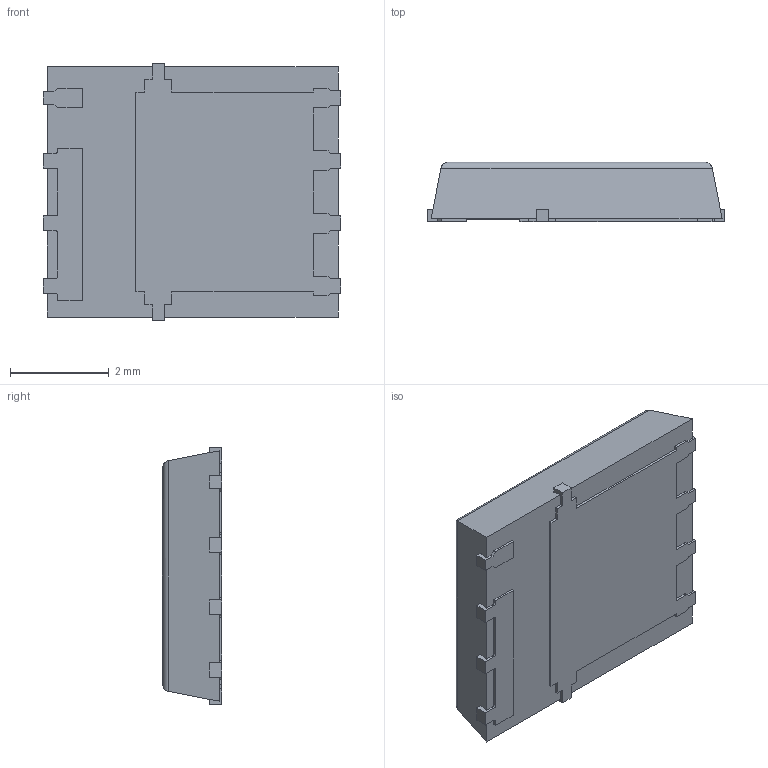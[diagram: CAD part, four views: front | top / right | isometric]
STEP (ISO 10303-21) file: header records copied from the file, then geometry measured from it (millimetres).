
FILE_DESCRIPTION (( 'STEP AP214' ), '1' );
FILE_NAME ('BSC014N06NS.STEP', '2023-10-07T15:21:00', ( '' ), ( '' ), 'SwSTEP 2.0', 'SolidWorks 2021', '' );
FILE_SCHEMA (( 'AUTOMOTIVE_DESIGN' ));
Length unit declared in the file: millimetre
Products named in the file (1): BSC014N06NS
Bounding box: 6.03 x 1.2 x 5.21 mm (x, y, z)
Volume: 32.6 mm3; surface area: 128.7 mm2
Topology: 5 solids, 5 shells, 187 faces, 524 edges, 348 vertices
Faces by surface type: plane 167, cylinder 20
Entity records: 5988 total; most frequent: CARTESIAN_POINT 1072, ORIENTED_EDGE 1048, DIRECTION 928, EDGE_CURVE 524, LINE 488, VECTOR 488, VERTEX_POINT 348, AXIS2_PLACEMENT_3D 220
